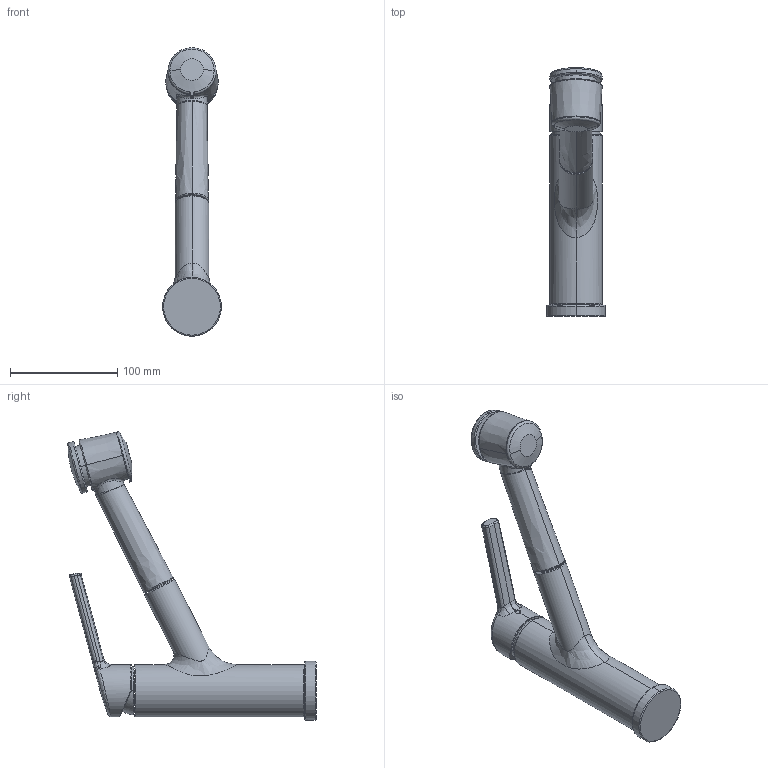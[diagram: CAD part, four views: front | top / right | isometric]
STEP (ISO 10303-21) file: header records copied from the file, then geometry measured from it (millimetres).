
FILE_DESCRIPTION(('STEP AP214'),'1');
FILE_NAME('KWC Luna E5.STP','2026-01-12T11:31:41',(' '),(' '),'Spatial InterOp 3D',' ',' ');
FILE_SCHEMA(('AUTOMOTIVE_DESIGN { 1 0 10303 214 1 1 1 1 }'));
Length unit declared in the file: millimetre
Products named in the file (5): ASSEM1; KWC Luna E5
Assembly tree (4 placements, depth 3):
  KWC Luna E5
    (unnamed)
      ASSEM1
      (unnamed)
      (unnamed)
Bounding box: 55 x 231.91 x 269.48 mm (x, y, z)
Volume: 623535.6 mm3; surface area: 76201 mm2
Topology: 3 solids, 3 shells, 161 faces, 362 edges, 212 vertices
Faces by surface type: bspline 72, cylinder 28, plane 25, torus 18, cone 12, sphere 4, extrusion 2
Entity records: 11151 total; most frequent: CARTESIAN_POINT 7953, ORIENTED_EDGE 720, DIRECTION 537, EDGE_CURVE 360, AXIS2_PLACEMENT_3D 236, VERTEX_POINT 212, EDGE_LOOP 168, ADVANCED_FACE 161
